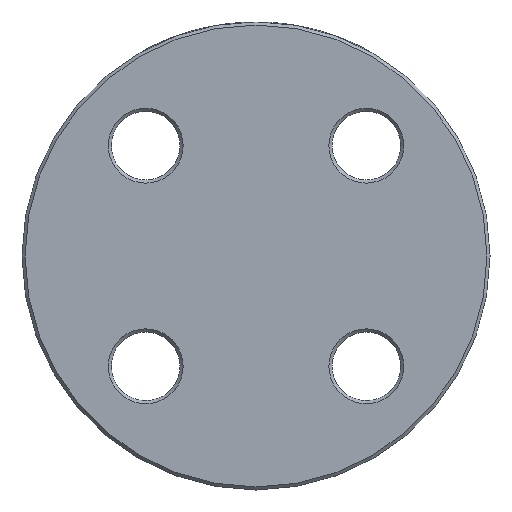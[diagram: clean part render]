
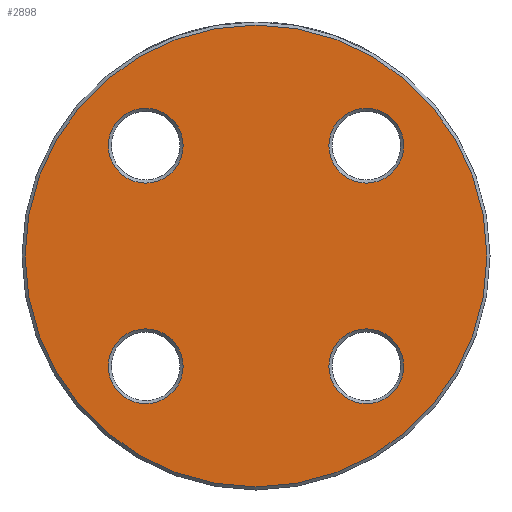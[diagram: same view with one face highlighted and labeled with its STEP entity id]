
A CAD part, left-side view. The second image highlights one B-rep face of the part: STEP entity #2898.
In plain terms, the highlighted planar face has unit normal (-1, 0, 0).
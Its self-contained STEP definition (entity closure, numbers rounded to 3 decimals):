
#16 = FACE_BOUND ( 'NONE', #1103, .T. ) ;
#116 = EDGE_CURVE ( 'NONE', #4038, #4038, #1828, .T. ) ;
#327 = FACE_BOUND ( 'NONE', #4134, .T. ) ;
#377 = CARTESIAN_POINT ( 'NONE',  ( 0., -17.678, -23.678 ) ) ;
#402 = CARTESIAN_POINT ( 'NONE',  ( 0., -17.678, 11.678 ) ) ;
#404 = EDGE_LOOP ( 'NONE', ( #3452 ) ) ;
#447 = VERTEX_POINT ( 'NONE', #832 ) ;
#603 = ORIENTED_EDGE ( 'NONE', *, *, #3617, .T. ) ;
#717 = DIRECTION ( 'NONE',  ( 0., 0., -1. ) ) ;
#832 = CARTESIAN_POINT ( 'NONE',  ( 0., 0., -37. ) ) ;
#839 = AXIS2_PLACEMENT_3D ( 'NONE', #4358, #1784, #717 ) ;
#1103 = EDGE_LOOP ( 'NONE', ( #2499 ) ) ;
#1201 = EDGE_LOOP ( 'NONE', ( #1762 ) ) ;
#1355 = DIRECTION ( 'NONE',  ( 0., 0., -1. ) ) ;
#1552 = EDGE_CURVE ( 'NONE', #3682, #3682, #1580, .T. ) ;
#1580 = CIRCLE ( 'NONE', #1654, 6. ) ;
#1581 = DIRECTION ( 'NONE',  ( 1., 0., 0. ) ) ;
#1641 = VERTEX_POINT ( 'NONE', #1956 ) ;
#1654 = AXIS2_PLACEMENT_3D ( 'NONE', #4169, #1581, #2011 ) ;
#1659 = CARTESIAN_POINT ( 'NONE',  ( 0., 17.678, 17.678 ) ) ;
#1762 = ORIENTED_EDGE ( 'NONE', *, *, #2632, .T. ) ;
#1784 = DIRECTION ( 'NONE',  ( 1., 0., 0. ) ) ;
#1828 = CIRCLE ( 'NONE', #4753, 6. ) ;
#1853 = AXIS2_PLACEMENT_3D ( 'NONE', #2403, #2473, #1355 ) ;
#1936 = CARTESIAN_POINT ( 'NONE',  ( 0., 17.678, -23.678 ) ) ;
#1944 = DIRECTION ( 'NONE',  ( 1., 0., 0. ) ) ;
#1956 = CARTESIAN_POINT ( 'NONE',  ( 0., 17.678, 11.678 ) ) ;
#2011 = DIRECTION ( 'NONE',  ( 0., 0., -1. ) ) ;
#2170 = FACE_OUTER_BOUND ( 'NONE', #404, .T. ) ;
#2269 = FACE_BOUND ( 'NONE', #1201, .T. ) ;
#2312 = AXIS2_PLACEMENT_3D ( 'NONE', #1659, #4300, #3869 ) ;
#2368 = DIRECTION ( 'NONE',  ( 0., 0., -1. ) ) ;
#2403 = CARTESIAN_POINT ( 'NONE',  ( 0., 0., 0. ) ) ;
#2473 = DIRECTION ( 'NONE',  ( -1., 0., 0. ) ) ;
#2499 = ORIENTED_EDGE ( 'NONE', *, *, #116, .T. ) ;
#2632 = EDGE_CURVE ( 'NONE', #1641, #1641, #3924, .T. ) ;
#2664 = EDGE_CURVE ( 'NONE', #447, #447, #4539, .T. ) ;
#2699 = ORIENTED_EDGE ( 'NONE', *, *, #1552, .T. ) ;
#2753 = VERTEX_POINT ( 'NONE', #1936 ) ;
#2848 = EDGE_LOOP ( 'NONE', ( #2699 ) ) ;
#2898 = ADVANCED_FACE ( 'NONE', ( #16, #3707, #2269, #2170, #327 ), #4017, .F. ) ;
#2999 = CARTESIAN_POINT ( 'NONE',  ( 0., -17.678, -17.678 ) ) ;
#3146 = AXIS2_PLACEMENT_3D ( 'NONE', #3206, #3952, #3169 ) ;
#3169 = DIRECTION ( 'NONE',  ( 0., 0., -1. ) ) ;
#3206 = CARTESIAN_POINT ( 'NONE',  ( 0., 17.678, -17.678 ) ) ;
#3452 = ORIENTED_EDGE ( 'NONE', *, *, #2664, .T. ) ;
#3617 = EDGE_CURVE ( 'NONE', #2753, #2753, #3748, .T. ) ;
#3682 = VERTEX_POINT ( 'NONE', #402 ) ;
#3707 = FACE_BOUND ( 'NONE', #2848, .T. ) ;
#3748 = CIRCLE ( 'NONE', #3146, 6. ) ;
#3869 = DIRECTION ( 'NONE',  ( 0., 0., -1. ) ) ;
#3924 = CIRCLE ( 'NONE', #2312, 6. ) ;
#3952 = DIRECTION ( 'NONE',  ( 1., 0., 0. ) ) ;
#4017 = PLANE ( 'NONE',  #839 ) ;
#4038 = VERTEX_POINT ( 'NONE', #377 ) ;
#4134 = EDGE_LOOP ( 'NONE', ( #603 ) ) ;
#4169 = CARTESIAN_POINT ( 'NONE',  ( 0., -17.678, 17.678 ) ) ;
#4300 = DIRECTION ( 'NONE',  ( 1., 0., 0. ) ) ;
#4358 = CARTESIAN_POINT ( 'NONE',  ( 0., 0., 0. ) ) ;
#4539 = CIRCLE ( 'NONE', #1853, 37. ) ;
#4753 = AXIS2_PLACEMENT_3D ( 'NONE', #2999, #1944, #2368 ) ;
